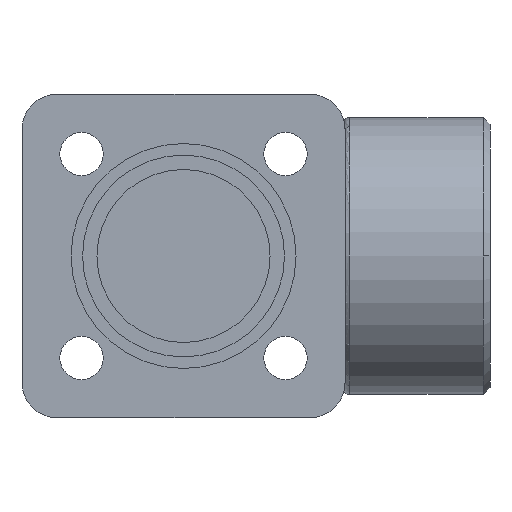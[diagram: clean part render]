
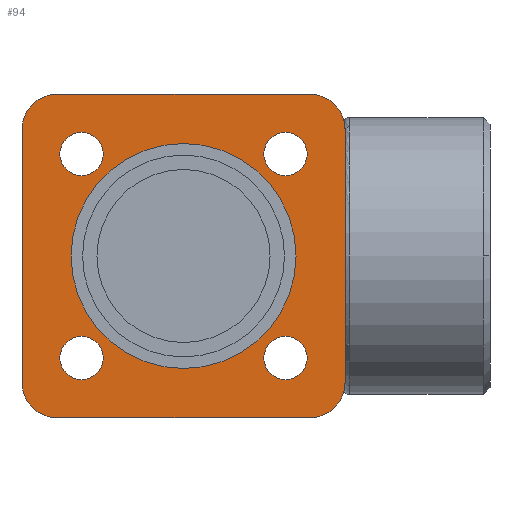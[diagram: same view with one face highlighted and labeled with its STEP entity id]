
A CAD part, front view. The second image highlights one B-rep face of the part: STEP entity #94.
In plain terms, the highlighted planar face has unit normal (0, -1, 0).
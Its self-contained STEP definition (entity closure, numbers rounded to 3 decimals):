
#94=ADVANCED_FACE('',(#207,#208,#209,#210,#211,#212),#213,.F.);
#207=FACE_BOUND('',#333,.T.);
#208=FACE_BOUND('',#334,.T.);
#209=FACE_BOUND('',#335,.T.);
#210=FACE_BOUND('',#336,.T.);
#211=FACE_BOUND('',#337,.T.);
#212=FACE_OUTER_BOUND('',#338,.T.);
#213=PLANE('',#339);
#333=EDGE_LOOP('',(#743,#744));
#334=EDGE_LOOP('',(#745,#746));
#335=EDGE_LOOP('',(#747,#748));
#336=EDGE_LOOP('',(#749,#750));
#337=EDGE_LOOP('',(#751,#752));
#338=EDGE_LOOP('',(#753,#754,#755,#756,#757,#758,#759,#760));
#339=AXIS2_PLACEMENT_3D('',#761,#762,#763);
#743=ORIENTED_EDGE('',*,*,#892,.T.);
#744=ORIENTED_EDGE('',*,*,#885,.T.);
#745=ORIENTED_EDGE('',*,*,#896,.T.);
#746=ORIENTED_EDGE('',*,*,#877,.T.);
#747=ORIENTED_EDGE('',*,*,#898,.T.);
#748=ORIENTED_EDGE('',*,*,#873,.T.);
#749=ORIENTED_EDGE('',*,*,#900,.T.);
#750=ORIENTED_EDGE('',*,*,#869,.T.);
#751=ORIENTED_EDGE('',*,*,#902,.T.);
#752=ORIENTED_EDGE('',*,*,#865,.T.);
#753=ORIENTED_EDGE('',*,*,#966,.T.);
#754=ORIENTED_EDGE('',*,*,#967,.F.);
#755=ORIENTED_EDGE('',*,*,#951,.T.);
#756=ORIENTED_EDGE('',*,*,#968,.F.);
#757=ORIENTED_EDGE('',*,*,#969,.F.);
#758=ORIENTED_EDGE('',*,*,#970,.F.);
#759=ORIENTED_EDGE('',*,*,#971,.T.);
#760=ORIENTED_EDGE('',*,*,#972,.F.);
#761=CARTESIAN_POINT('',(0.,0.0,0.0));
#762=DIRECTION('',(-0.0,1.0,0.));
#763=DIRECTION('',(1.0,0.0,0.0));
#865=EDGE_CURVE('',#1044,#1048,#1050,.T.);
#869=EDGE_CURVE('',#1052,#1056,#1058,.T.);
#873=EDGE_CURVE('',#1060,#1064,#1066,.T.);
#877=EDGE_CURVE('',#1068,#1072,#1074,.T.);
#885=EDGE_CURVE('',#1084,#1088,#1090,.T.);
#892=EDGE_CURVE('',#1088,#1084,#1101,.T.);
#896=EDGE_CURVE('',#1072,#1068,#1105,.T.);
#898=EDGE_CURVE('',#1064,#1060,#1107,.T.);
#900=EDGE_CURVE('',#1056,#1052,#1109,.T.);
#902=EDGE_CURVE('',#1048,#1044,#1111,.T.);
#951=EDGE_CURVE('',#1187,#1185,#1188,.T.);
#966=EDGE_CURVE('',#1211,#1212,#1213,.T.);
#967=EDGE_CURVE('',#1187,#1212,#1214,.T.);
#968=EDGE_CURVE('',#1215,#1185,#1216,.T.);
#969=EDGE_CURVE('',#1217,#1215,#1218,.T.);
#970=EDGE_CURVE('',#1219,#1217,#1220,.T.);
#971=EDGE_CURVE('',#1219,#1221,#1222,.T.);
#972=EDGE_CURVE('',#1211,#1221,#1223,.T.);
#1044=VERTEX_POINT('',#1447);
#1048=VERTEX_POINT('',#1452);
#1050=CIRCLE('',#1455,3.0);
#1052=VERTEX_POINT('',#1457);
#1056=VERTEX_POINT('',#1462);
#1058=CIRCLE('',#1465,3.0);
#1060=VERTEX_POINT('',#1467);
#1064=VERTEX_POINT('',#1472);
#1066=CIRCLE('',#1475,3.0);
#1068=VERTEX_POINT('',#1477);
#1072=VERTEX_POINT('',#1482);
#1074=CIRCLE('',#1485,3.0);
#1084=VERTEX_POINT('',#1497);
#1088=VERTEX_POINT('',#1502);
#1090=CIRCLE('',#1505,15.6);
#1101=CIRCLE('',#1518,15.6);
#1105=CIRCLE('',#1522,3.0);
#1107=CIRCLE('',#1524,3.0);
#1109=CIRCLE('',#1526,3.0);
#1111=CIRCLE('',#1528,3.0);
#1185=VERTEX_POINT('',#1723);
#1187=VERTEX_POINT('',#1726);
#1188=LINE('',#1727,#1728);
#1211=VERTEX_POINT('',#1761);
#1212=VERTEX_POINT('',#1762);
#1213=LINE('',#1763,#1764);
#1214=CIRCLE('',#1765,4.8);
#1215=VERTEX_POINT('',#1766);
#1216=CIRCLE('',#1767,4.8);
#1217=VERTEX_POINT('',#1768);
#1218=LINE('',#1769,#1770);
#1219=VERTEX_POINT('',#1771);
#1220=CIRCLE('',#1772,4.8);
#1221=VERTEX_POINT('',#1773);
#1222=LINE('',#1774,#1775);
#1223=CIRCLE('',#1776,4.8);
#1447=CARTESIAN_POINT('',(16.263,0.,-16.263));
#1452=CARTESIAN_POINT('',(12.021,0.,-12.021));
#1455=AXIS2_PLACEMENT_3D('',#1857,#1858,#1859);
#1457=CARTESIAN_POINT('',(-16.263,0.,-16.263));
#1462=CARTESIAN_POINT('',(-12.021,0.,-12.021));
#1465=AXIS2_PLACEMENT_3D('',#1865,#1866,#1867);
#1467=CARTESIAN_POINT('',(-16.263,0.,16.263));
#1472=CARTESIAN_POINT('',(-12.021,0.,12.021));
#1475=AXIS2_PLACEMENT_3D('',#1873,#1874,#1875);
#1477=CARTESIAN_POINT('',(16.263,0.,16.263));
#1482=CARTESIAN_POINT('',(12.021,0.,12.021));
#1485=AXIS2_PLACEMENT_3D('',#1881,#1882,#1883);
#1497=CARTESIAN_POINT('',(-15.6,0.,0.));
#1502=CARTESIAN_POINT('',(15.6,0.,0.));
#1505=AXIS2_PLACEMENT_3D('',#1897,#1898,#1899);
#1518=AXIS2_PLACEMENT_3D('',#1914,#1915,#1916);
#1522=AXIS2_PLACEMENT_3D('',#1926,#1927,#1928);
#1524=AXIS2_PLACEMENT_3D('',#1932,#1933,#1934);
#1526=AXIS2_PLACEMENT_3D('',#1938,#1939,#1940);
#1528=AXIS2_PLACEMENT_3D('',#1944,#1945,#1946);
#1723=CARTESIAN_POINT('',(22.4,0.,17.6));
#1726=CARTESIAN_POINT('',(22.4,0.,-17.6));
#1727=CARTESIAN_POINT('',(22.4,0.,-17.6));
#1728=VECTOR('',#2035,1.0);
#1761=CARTESIAN_POINT('',(-17.6,0.,-22.4));
#1762=CARTESIAN_POINT('',(17.6,0.,-22.4));
#1763=CARTESIAN_POINT('',(0.,0.,-22.4));
#1764=VECTOR('',#2058,1.0);
#1765=AXIS2_PLACEMENT_3D('',#2059,#2060,#2061);
#1766=CARTESIAN_POINT('',(17.6,0.,22.4));
#1767=AXIS2_PLACEMENT_3D('',#2062,#2063,#2064);
#1768=CARTESIAN_POINT('',(-17.6,0.,22.4));
#1769=CARTESIAN_POINT('',(0.,0.,22.4));
#1770=VECTOR('',#2065,1.0);
#1771=CARTESIAN_POINT('',(-22.4,0.,17.6));
#1772=AXIS2_PLACEMENT_3D('',#2066,#2067,#2068);
#1773=CARTESIAN_POINT('',(-22.4,0.,-17.6));
#1774=CARTESIAN_POINT('',(-22.4,0.,17.6));
#1775=VECTOR('',#2069,1.0);
#1776=AXIS2_PLACEMENT_3D('',#2070,#2071,#2072);
#1857=CARTESIAN_POINT('',(14.142,0.0,-14.142));
#1858=DIRECTION('',(0.,1.0,0.));
#1859=DIRECTION('',(0.707,0.,-0.707));
#1865=CARTESIAN_POINT('',(-14.142,0.0,-14.142));
#1866=DIRECTION('',(0.,1.0,0.));
#1867=DIRECTION('',(-0.707,0.,-0.707));
#1873=CARTESIAN_POINT('',(-14.142,0.0,14.142));
#1874=DIRECTION('',(0.,1.0,0.));
#1875=DIRECTION('',(-0.707,0.,0.707));
#1881=CARTESIAN_POINT('',(14.142,0.0,14.142));
#1882=DIRECTION('',(0.,1.0,0.));
#1883=DIRECTION('',(0.707,0.,0.707));
#1897=CARTESIAN_POINT('',(0.0,0.0,0.0));
#1898=DIRECTION('',(0.0,1.0,0.));
#1899=DIRECTION('',(-1.0,0.0,0.0));
#1914=CARTESIAN_POINT('',(0.0,0.0,0.0));
#1915=DIRECTION('',(0.0,1.0,0.));
#1916=DIRECTION('',(-1.0,0.0,0.0));
#1926=CARTESIAN_POINT('',(14.142,0.0,14.142));
#1927=DIRECTION('',(0.,1.0,0.));
#1928=DIRECTION('',(0.707,0.,0.707));
#1932=CARTESIAN_POINT('',(-14.142,0.0,14.142));
#1933=DIRECTION('',(0.,1.0,0.));
#1934=DIRECTION('',(-0.707,0.,0.707));
#1938=CARTESIAN_POINT('',(-14.142,0.0,-14.142));
#1939=DIRECTION('',(0.,1.0,0.));
#1940=DIRECTION('',(-0.707,0.,-0.707));
#1944=CARTESIAN_POINT('',(14.142,0.0,-14.142));
#1945=DIRECTION('',(0.,1.0,0.));
#1946=DIRECTION('',(0.707,0.,-0.707));
#2035=DIRECTION('',(0.,0.,1.0));
#2058=DIRECTION('',(1.0,0.,0.));
#2059=CARTESIAN_POINT('',(17.6,0.,-17.6));
#2060=DIRECTION('',(-0.0,1.0,0.));
#2061=DIRECTION('',(1.0,0.0,0.0));
#2062=CARTESIAN_POINT('',(17.6,0.,17.6));
#2063=DIRECTION('',(-0.0,1.0,0.));
#2064=DIRECTION('',(1.0,0.0,0.0));
#2065=DIRECTION('',(1.0,0.,0.));
#2066=CARTESIAN_POINT('',(-17.6,0.,17.6));
#2067=DIRECTION('',(-0.0,1.0,0.));
#2068=DIRECTION('',(1.0,0.0,0.0));
#2069=DIRECTION('',(0.,0.,-1.0));
#2070=CARTESIAN_POINT('',(-17.6,0.,-17.6));
#2071=DIRECTION('',(-0.0,1.0,0.));
#2072=DIRECTION('',(1.0,0.0,0.0));
